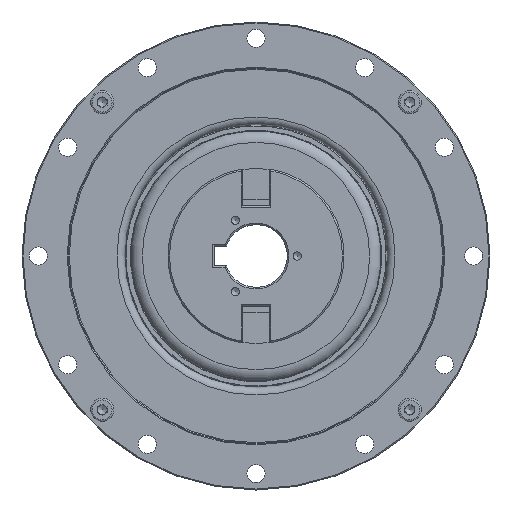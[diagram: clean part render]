
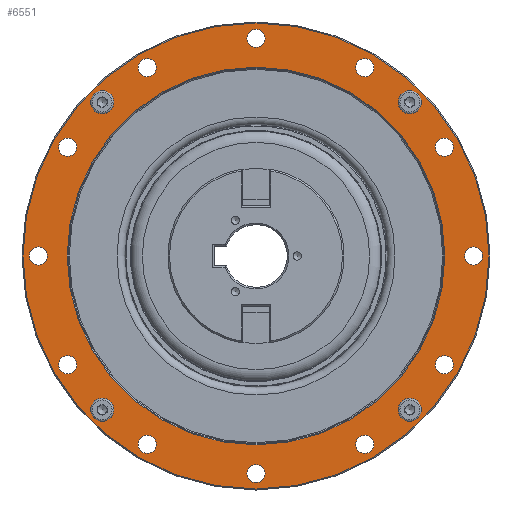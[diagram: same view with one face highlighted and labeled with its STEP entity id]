
A CAD part, left-side view. The second image highlights one B-rep face of the part: STEP entity #6551.
In plain terms, the highlighted planar face has unit normal (-1, 0, 0).
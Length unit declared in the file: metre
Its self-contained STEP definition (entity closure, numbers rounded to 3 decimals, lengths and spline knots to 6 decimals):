
#785=CIRCLE('',#7309,0.0707);
#786=CIRCLE('',#7310,0.0573);
#787=CIRCLE('',#7311,0.00275);
#788=CIRCLE('',#7312,0.00275);
#789=CIRCLE('',#7313,0.00275);
#790=CIRCLE('',#7314,0.00275);
#791=CIRCLE('',#7315,0.00275);
#792=CIRCLE('',#7316,0.00275);
#793=CIRCLE('',#7317,0.00275);
#794=CIRCLE('',#7318,0.00275);
#795=CIRCLE('',#7319,0.00275);
#796=CIRCLE('',#7320,0.00275);
#797=CIRCLE('',#7321,0.00275);
#798=CIRCLE('',#7322,0.00275);
#799=CIRCLE('',#7323,0.00225);
#800=CIRCLE('',#7324,0.00225);
#801=CIRCLE('',#7325,0.00225);
#802=CIRCLE('',#7326,0.00225);
#1258=ORIENTED_EDGE('',*,*,#2736,.T.);
#1259=ORIENTED_EDGE('',*,*,#2737,.F.);
#1260=ORIENTED_EDGE('',*,*,#2738,.T.);
#1261=ORIENTED_EDGE('',*,*,#2739,.T.);
#1262=ORIENTED_EDGE('',*,*,#2740,.T.);
#1263=ORIENTED_EDGE('',*,*,#2741,.T.);
#1264=ORIENTED_EDGE('',*,*,#2742,.T.);
#1265=ORIENTED_EDGE('',*,*,#2743,.T.);
#1266=ORIENTED_EDGE('',*,*,#2744,.T.);
#1267=ORIENTED_EDGE('',*,*,#2745,.T.);
#1268=ORIENTED_EDGE('',*,*,#2746,.T.);
#1269=ORIENTED_EDGE('',*,*,#2747,.T.);
#1270=ORIENTED_EDGE('',*,*,#2748,.T.);
#1271=ORIENTED_EDGE('',*,*,#2749,.T.);
#1272=ORIENTED_EDGE('',*,*,#2750,.T.);
#1273=ORIENTED_EDGE('',*,*,#2751,.T.);
#1274=ORIENTED_EDGE('',*,*,#2752,.T.);
#1275=ORIENTED_EDGE('',*,*,#2753,.T.);
#2736=EDGE_CURVE('',#3482,#3482,#785,.T.);
#2737=EDGE_CURVE('',#3483,#3483,#786,.T.);
#2738=EDGE_CURVE('',#3484,#3484,#787,.T.);
#2739=EDGE_CURVE('',#3485,#3485,#788,.T.);
#2740=EDGE_CURVE('',#3486,#3486,#789,.T.);
#2741=EDGE_CURVE('',#3487,#3487,#790,.T.);
#2742=EDGE_CURVE('',#3488,#3488,#791,.T.);
#2743=EDGE_CURVE('',#3489,#3489,#792,.T.);
#2744=EDGE_CURVE('',#3490,#3490,#793,.T.);
#2745=EDGE_CURVE('',#3491,#3491,#794,.T.);
#2746=EDGE_CURVE('',#3492,#3492,#795,.T.);
#2747=EDGE_CURVE('',#3493,#3493,#796,.T.);
#2748=EDGE_CURVE('',#3494,#3494,#797,.T.);
#2749=EDGE_CURVE('',#3495,#3495,#798,.T.);
#2750=EDGE_CURVE('',#3496,#3496,#799,.T.);
#2751=EDGE_CURVE('',#3497,#3497,#800,.T.);
#2752=EDGE_CURVE('',#3498,#3498,#801,.T.);
#2753=EDGE_CURVE('',#3499,#3499,#802,.T.);
#3482=VERTEX_POINT('',#10586);
#3483=VERTEX_POINT('',#10588);
#3484=VERTEX_POINT('',#10590);
#3485=VERTEX_POINT('',#10592);
#3486=VERTEX_POINT('',#10594);
#3487=VERTEX_POINT('',#10596);
#3488=VERTEX_POINT('',#10598);
#3489=VERTEX_POINT('',#10600);
#3490=VERTEX_POINT('',#10602);
#3491=VERTEX_POINT('',#10604);
#3492=VERTEX_POINT('',#10606);
#3493=VERTEX_POINT('',#10608);
#3494=VERTEX_POINT('',#10610);
#3495=VERTEX_POINT('',#10612);
#3496=VERTEX_POINT('',#10614);
#3497=VERTEX_POINT('',#10616);
#3498=VERTEX_POINT('',#10618);
#3499=VERTEX_POINT('',#10620);
#4742=EDGE_LOOP('',(#1258));
#4743=EDGE_LOOP('',(#1259));
#4744=EDGE_LOOP('',(#1260));
#4745=EDGE_LOOP('',(#1261));
#4746=EDGE_LOOP('',(#1262));
#4747=EDGE_LOOP('',(#1263));
#4748=EDGE_LOOP('',(#1264));
#4749=EDGE_LOOP('',(#1265));
#4750=EDGE_LOOP('',(#1266));
#4751=EDGE_LOOP('',(#1267));
#4752=EDGE_LOOP('',(#1268));
#4753=EDGE_LOOP('',(#1269));
#4754=EDGE_LOOP('',(#1270));
#4755=EDGE_LOOP('',(#1271));
#4756=EDGE_LOOP('',(#1272));
#4757=EDGE_LOOP('',(#1273));
#4758=EDGE_LOOP('',(#1274));
#4759=EDGE_LOOP('',(#1275));
#5547=FACE_BOUND('',#4742,.T.);
#5548=FACE_BOUND('',#4743,.T.);
#5549=FACE_BOUND('',#4744,.T.);
#5550=FACE_BOUND('',#4745,.T.);
#5551=FACE_BOUND('',#4746,.T.);
#5552=FACE_BOUND('',#4747,.T.);
#5553=FACE_BOUND('',#4748,.T.);
#5554=FACE_BOUND('',#4749,.T.);
#5555=FACE_BOUND('',#4750,.T.);
#5556=FACE_BOUND('',#4751,.T.);
#5557=FACE_BOUND('',#4752,.T.);
#5558=FACE_BOUND('',#4753,.T.);
#5559=FACE_BOUND('',#4754,.T.);
#5560=FACE_BOUND('',#4755,.T.);
#5561=FACE_BOUND('',#4756,.T.);
#5562=FACE_BOUND('',#4757,.T.);
#5563=FACE_BOUND('',#4758,.T.);
#5564=FACE_BOUND('',#4759,.T.);
#6356=PLANE('',#7308);
#6551=ADVANCED_FACE('',(#5547,#5548,#5549,#5550,#5551,#5552,#5553,#5554,
#5555,#5556,#5557,#5558,#5559,#5560,#5561,#5562,#5563,#5564),#6356,.F.);
#7308=AXIS2_PLACEMENT_3D('',#10584,#8350,#8351);
#7309=AXIS2_PLACEMENT_3D('',#10585,#8352,#8353);
#7310=AXIS2_PLACEMENT_3D('',#10587,#8354,#8355);
#7311=AXIS2_PLACEMENT_3D('',#10589,#8356,#8357);
#7312=AXIS2_PLACEMENT_3D('',#10591,#8358,#8359);
#7313=AXIS2_PLACEMENT_3D('',#10593,#8360,#8361);
#7314=AXIS2_PLACEMENT_3D('',#10595,#8362,#8363);
#7315=AXIS2_PLACEMENT_3D('',#10597,#8364,#8365);
#7316=AXIS2_PLACEMENT_3D('',#10599,#8366,#8367);
#7317=AXIS2_PLACEMENT_3D('',#10601,#8368,#8369);
#7318=AXIS2_PLACEMENT_3D('',#10603,#8370,#8371);
#7319=AXIS2_PLACEMENT_3D('',#10605,#8372,#8373);
#7320=AXIS2_PLACEMENT_3D('',#10607,#8374,#8375);
#7321=AXIS2_PLACEMENT_3D('',#10609,#8376,#8377);
#7322=AXIS2_PLACEMENT_3D('',#10611,#8378,#8379);
#7323=AXIS2_PLACEMENT_3D('',#10613,#8380,#8381);
#7324=AXIS2_PLACEMENT_3D('',#10615,#8382,#8383);
#7325=AXIS2_PLACEMENT_3D('',#10617,#8384,#8385);
#7326=AXIS2_PLACEMENT_3D('',#10619,#8386,#8387);
#8350=DIRECTION('',(1.,0.,0.));
#8351=DIRECTION('',(0.,0.,-1.));
#8352=DIRECTION('',(-1.,0.,0.));
#8353=DIRECTION('',(0.,0.,1.));
#8354=DIRECTION('',(-1.,0.,0.));
#8355=DIRECTION('',(0.,0.,1.));
#8356=DIRECTION('',(1.,0.,0.));
#8357=DIRECTION('',(0.,0.,-1.));
#8358=DIRECTION('',(1.,0.,0.));
#8359=DIRECTION('',(0.,0.,-1.));
#8360=DIRECTION('',(1.,0.,0.));
#8361=DIRECTION('',(0.,0.,-1.));
#8362=DIRECTION('',(1.,0.,0.));
#8363=DIRECTION('',(0.,0.,-1.));
#8364=DIRECTION('',(1.,0.,0.));
#8365=DIRECTION('',(0.,0.,-1.));
#8366=DIRECTION('',(1.,0.,0.));
#8367=DIRECTION('',(0.,0.,-1.));
#8368=DIRECTION('',(1.,0.,0.));
#8369=DIRECTION('',(0.,0.,-1.));
#8370=DIRECTION('',(1.,0.,0.));
#8371=DIRECTION('',(0.,0.,-1.));
#8372=DIRECTION('',(1.,0.,0.));
#8373=DIRECTION('',(0.,0.,-1.));
#8374=DIRECTION('',(1.,0.,0.));
#8375=DIRECTION('',(0.,0.,-1.));
#8376=DIRECTION('',(1.,0.,0.));
#8377=DIRECTION('',(0.,0.,-1.));
#8378=DIRECTION('',(1.,0.,0.));
#8379=DIRECTION('',(0.,0.,-1.));
#8380=DIRECTION('',(1.,0.,0.));
#8381=DIRECTION('',(0.,0.,-1.));
#8382=DIRECTION('',(1.,0.,0.));
#8383=DIRECTION('',(0.,0.,-1.));
#8384=DIRECTION('',(1.,0.,0.));
#8385=DIRECTION('',(0.,0.,-1.));
#8386=DIRECTION('',(1.,0.,0.));
#8387=DIRECTION('',(0.,0.,-1.));
#10584=CARTESIAN_POINT('',(0.,0.0707,0.));
#10585=CARTESIAN_POINT('',(0.,0.,0.));
#10586=CARTESIAN_POINT('',(0.,0.,0.0707));
#10587=CARTESIAN_POINT('',(0.,0.,0.));
#10588=CARTESIAN_POINT('',(0.,0.,0.0573));
#10589=CARTESIAN_POINT('',(0.,0.,-0.066));
#10590=CARTESIAN_POINT('',(0.,0.,-0.06875));
#10591=CARTESIAN_POINT('',(0.,-0.033,-0.057158));
#10592=CARTESIAN_POINT('',(0.,-0.033,-0.059908));
#10593=CARTESIAN_POINT('',(0.,-0.057158,-0.033));
#10594=CARTESIAN_POINT('',(0.,-0.057158,-0.03575));
#10595=CARTESIAN_POINT('',(0.,-0.066,0.));
#10596=CARTESIAN_POINT('',(0.,-0.066,-0.00275));
#10597=CARTESIAN_POINT('',(0.,-0.057158,0.033));
#10598=CARTESIAN_POINT('',(0.,-0.057158,0.03025));
#10599=CARTESIAN_POINT('',(0.,-0.033,0.057158));
#10600=CARTESIAN_POINT('',(0.,-0.033,0.054408));
#10601=CARTESIAN_POINT('',(0.,0.,0.066));
#10602=CARTESIAN_POINT('',(0.,0.,0.06325));
#10603=CARTESIAN_POINT('',(0.,0.033,0.057158));
#10604=CARTESIAN_POINT('',(0.,0.033,0.054408));
#10605=CARTESIAN_POINT('',(0.,0.057158,0.033));
#10606=CARTESIAN_POINT('',(0.,0.057158,0.03025));
#10607=CARTESIAN_POINT('',(0.,0.066,0.));
#10608=CARTESIAN_POINT('',(0.,0.066,-0.00275));
#10609=CARTESIAN_POINT('',(0.,0.057158,-0.033));
#10610=CARTESIAN_POINT('',(0.,0.057158,-0.03575));
#10611=CARTESIAN_POINT('',(0.,0.033,-0.057158));
#10612=CARTESIAN_POINT('',(0.,0.033,-0.059908));
#10613=CARTESIAN_POINT('',(0.,0.046669,-0.046669));
#10614=CARTESIAN_POINT('',(0.,0.046669,-0.048919));
#10615=CARTESIAN_POINT('',(0.,-0.046669,-0.046669));
#10616=CARTESIAN_POINT('',(0.,-0.046669,-0.048919));
#10617=CARTESIAN_POINT('',(0.,-0.046669,0.046669));
#10618=CARTESIAN_POINT('',(0.,-0.046669,0.044419));
#10619=CARTESIAN_POINT('',(0.,0.046669,0.046669));
#10620=CARTESIAN_POINT('',(0.,0.046669,0.044419));
